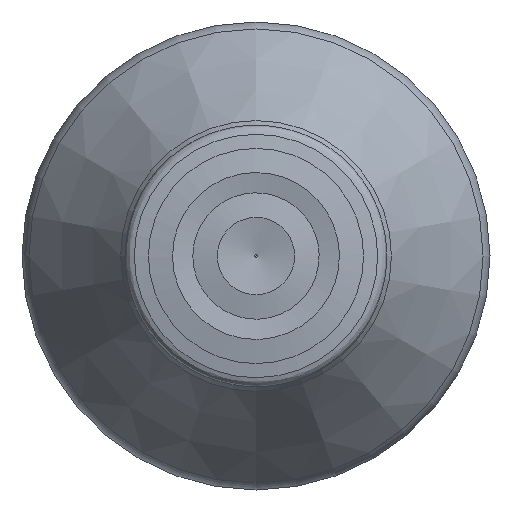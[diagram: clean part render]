
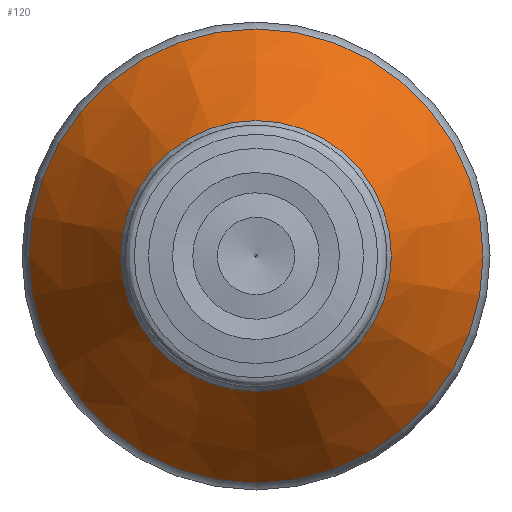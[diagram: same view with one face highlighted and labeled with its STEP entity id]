
A CAD part, left-side view. The second image highlights one B-rep face of the part: STEP entity #120.
In plain terms, the highlighted conical face has half-angle 33.69 degrees and reference radius 16.496 mm.
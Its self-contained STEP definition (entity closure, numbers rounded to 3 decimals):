
#98=CONICAL_SURFACE('',#476,16.496,33.69);
#120=ADVANCED_FACE('',(#176,#177),#98,.T.);
#176=FACE_BOUND('',#239,.T.);
#177=FACE_BOUND('',#240,.T.);
#239=EDGE_LOOP('',(#305));
#240=EDGE_LOOP('',(#306));
#305=ORIENTED_EDGE('',*,*,#390,.T.);
#306=ORIENTED_EDGE('',*,*,#389,.F.);
#356=VERTEX_POINT('',#689);
#357=VERTEX_POINT('',#692);
#389=EDGE_CURVE('',#356,#356,#422,.T.);
#390=EDGE_CURVE('',#357,#357,#423,.T.);
#422=CIRCLE('',#473,16.496);
#423=CIRCLE('',#475,9.84);
#473=AXIS2_PLACEMENT_3D('',#688,#562,#563);
#475=AXIS2_PLACEMENT_3D('',#691,#566,#567);
#476=AXIS2_PLACEMENT_3D('',#693,#568,#569);
#562=DIRECTION('',(1.,0.,0.));
#563=DIRECTION('',(0.,0.,1.));
#566=DIRECTION('',(1.,0.,0.));
#567=DIRECTION('',(0.,0.,1.));
#568=DIRECTION('',(1.,0.,0.));
#569=DIRECTION('',(0.,0.,-1.));
#688=CARTESIAN_POINT('',(54.244,0.,0.));
#689=CARTESIAN_POINT('',(54.244,0.,16.496));
#691=CARTESIAN_POINT('',(44.26,0.,0.));
#692=CARTESIAN_POINT('',(44.26,0.,9.84));
#693=CARTESIAN_POINT('',(54.244,0.,0.));
